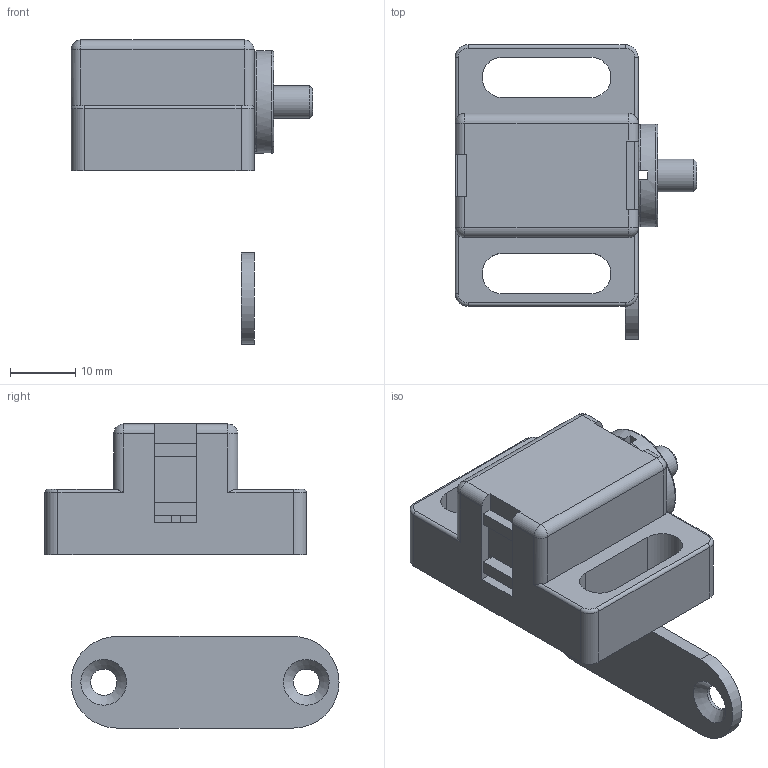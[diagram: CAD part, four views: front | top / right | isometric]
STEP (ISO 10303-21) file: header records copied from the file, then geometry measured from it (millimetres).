
FILE_DESCRIPTION(/* description */ (''),/* implementation_level */ '2;1');
FILE_NAME(/* name */ '1025826.stp',/* time_stamp */ '2024-07-24T10:33:07+02:00',/* author */ ('Bo'),/* organization */ (''),/* preprocessor_version */ 'ST-DEVELOPER v20',/* originating_system */ 'Autodesk Inventor 2025',/* authorisation */ ' ');
FILE_SCHEMA (('AUTOMOTIVE_DESIGN { 1 0 10303 214 3 1 1 }'));
Length unit declared in the file: millimetre
Products named in the file (4): 1025826; 1025826-1; 1025826-2; 1025826-3
Assembly tree (3 placements, depth 2):
  1025826
    1025826-1
    1025826-2
    1025826-3
Bounding box: 37 x 45 x 46.5 mm (x, y, z)
Volume: 12848.4 mm3; surface area: 8662.3 mm2
Topology: 3 solids, 3 shells, 114 faces, 325 edges, 203 vertices
Faces by surface type: plane 66, cylinder 34, torus 7, sphere 4, cone 3
Full cylindrical faces by diameter (mm): 4 x2, 5 x1, 15.7 x1
Entity records: 4003 total; most frequent: CARTESIAN_POINT 709, ORIENTED_EDGE 642, DIRECTION 637, EDGE_CURVE 321, LINE 231, VECTOR 231, VERTEX_POINT 203, AXIS2_PLACEMENT_3D 203
